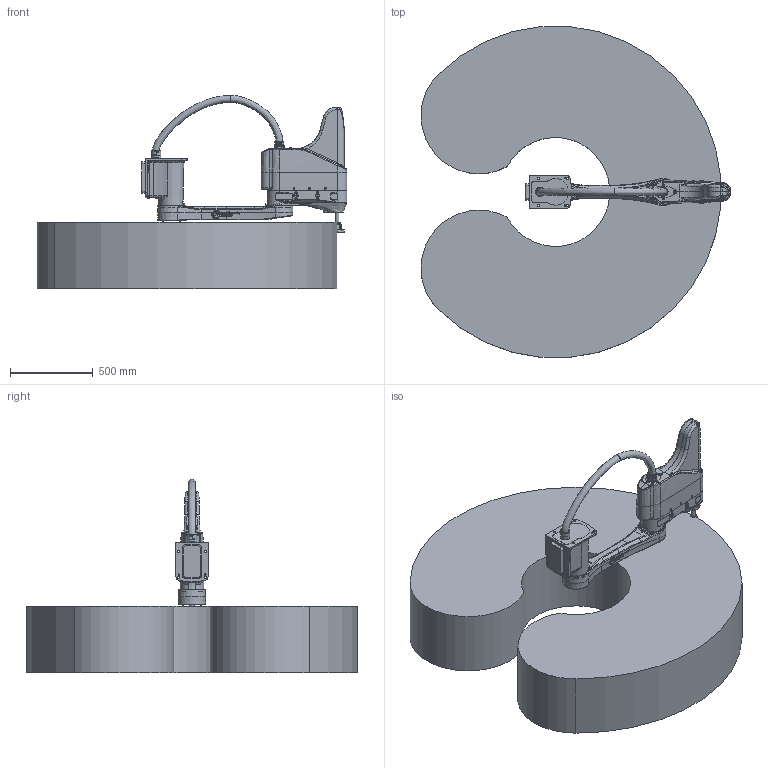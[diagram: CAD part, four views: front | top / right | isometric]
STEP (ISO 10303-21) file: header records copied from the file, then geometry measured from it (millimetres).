
FILE_DESCRIPTION(/* description */ ('Norm.iam Teamplte'),/* implementation_level */ '2;1');
FILE_NAME(/* name */ '3D-model_AT_00027-01.stp',/* time_stamp */ '2025-07-10T10:37:49+02:00',/* author */ ('tim.ketterer'),/* organization */ (''),/* preprocessor_version */ 'ST-DEVELOPER v19.2',/* originating_system */ 'Autodesk Inventor 2023',/* authorisation */ '');
FILE_SCHEMA (('AUTOMOTIVE_DESIGN { 1 0 10303 214 3 1 1 }'));
Products named in the file (7): AT_00027-01_DUMMY sCara4-1000-6kg; MT_WST00110984 Dummy Grundgestell; MT_WST00112777 Dummy Schwinge; MT_WST00119728; MT_WST00112202 Dummy Spindel; MT_WST00111796 Arbeitsbereich; MT_WST00112772 Kabelbaum
Assembly tree (6 placements, depth 2):
  AT_00027-01_DUMMY sCara4-1000-6kg
    MT_WST00110984 Dummy Grundgestell
    MT_WST00112777 Dummy Schwinge
    MT_WST00119728
    MT_WST00112202 Dummy Spindel
    MT_WST00111796 Arbeitsbereich
    MT_WST00112772 Kabelbaum
Bounding box: 1866.56 x 1992.39 x 1165 mm (x, y, z)
Volume: 1031740188.5 mm3; surface area: 10169126.7 mm2
Topology: 6 solids, 8 shells, 2641 faces, 6609 edges, 4170 vertices
Faces by surface type: plane 1070, cylinder 675, bspline 481, cone 285, torus 105, sphere 25
Full cylindrical faces by diameter (mm): 3.242 x58, 3.8 x2, 4 x2, 4.134 x12, 4.917 x16, 5 x1, 5.8 x1, 6 x7, 6.6 x2, 7 x4, 7.6 x8, 8 x6, 8.5 x16, 10 x6, 11.6 x9, 13.5 x9, 14 x1, 16 x1, 17 x1, 17.5 x1, 18 x1, 20 x1, 25 x3, 35 x2, 35.6 x2, 36 x2, 38.3 x2, 40 x1, 42.2 x2, 42.8 x2
Entity records: 116964 total; most frequent: CARTESIAN_POINT 54168, ORIENTED_EDGE 13012, DIRECTION 11602, EDGE_CURVE 6506, AXIS2_PLACEMENT_3D 4360, VERTEX_POINT 4170, EDGE_LOOP 2976, LINE 2882
